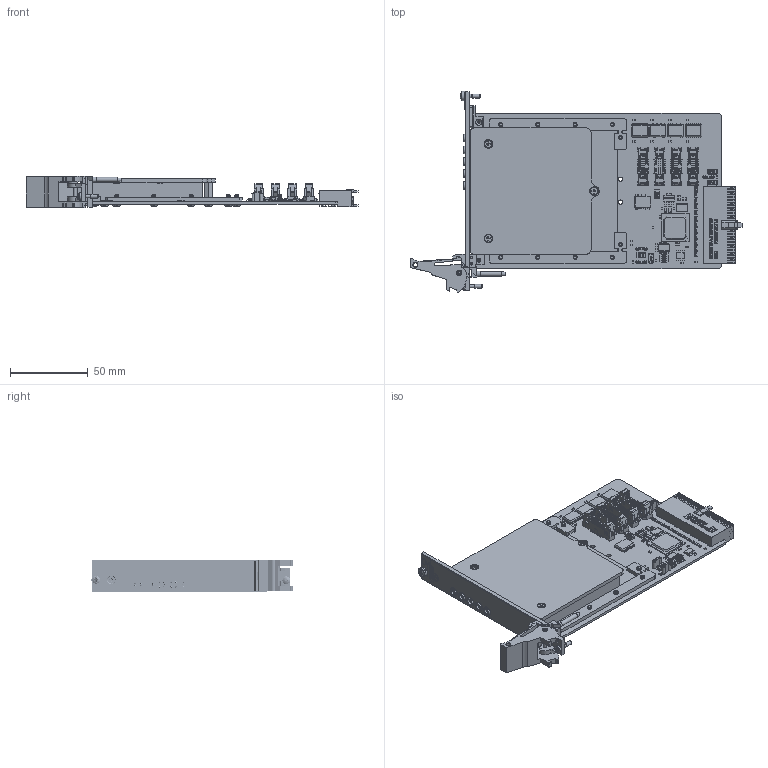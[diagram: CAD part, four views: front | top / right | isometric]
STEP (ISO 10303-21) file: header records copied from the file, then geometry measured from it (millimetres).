
FILE_DESCRIPTION (( 'STEP AP214' ), '1' );
FILE_NAME ('40-872-101 PXI 1 SLT Single 4CH 50 Ohm MCX MUX.STEP', '2013-09-12T13:56:01', ( 'admin' ), ( '' ), 'SwSTEP 2.0', 'SolidWorks 2012', '' );
FILE_SCHEMA (( 'AUTOMOTIVE_DESIGN' ));
Length unit declared in the file: millimetre
Products named in the file (1): 40-872-101 PXI 1 SLT Single 4CH 50 Ohm MCX MUX
Bounding box: 214.01 x 129.67 x 20 mm (x, y, z)
Surface area: 81937 mm2 (no closed solid volume)
Topology: 0 solids, 654 shells, 3974 faces, 17953 edges, 13961 vertices
Faces by surface type: plane 3073, cylinder 692, cone 110, torus 60, bspline 32, sphere 7
Full cylindrical faces by diameter (mm): 0.2 x1, 0.6 x110, 0.762 x57, 0.8 x4, 1.496 x2, 1.524 x8, 2 x6, 2.05 x1, 2.45 x7, 2.5 x4, 2.6 x1, 2.7 x3, 2.8 x1, 3 x3, 3.4 x5, 3.665 x1, 4.7 x4, 4.8 x5, 4.85 x13, 5 x4, 5.15 x5, 5.3 x1, 5.9 x1, 6 x1, 6.1 x5, 6.8 x3
Entity records: 231009 total; most frequent: CARTESIAN_POINT 48202, DIRECTION 27454, ORIENTED_EDGE 23603, EDGE_CURVE 17420, VERTEX_POINT 13820, LINE 13488, VECTOR 13488, AXIS2_PLACEMENT_3D 6983
